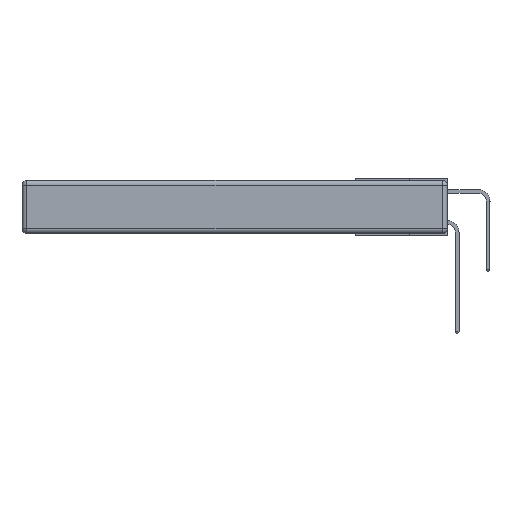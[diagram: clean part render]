
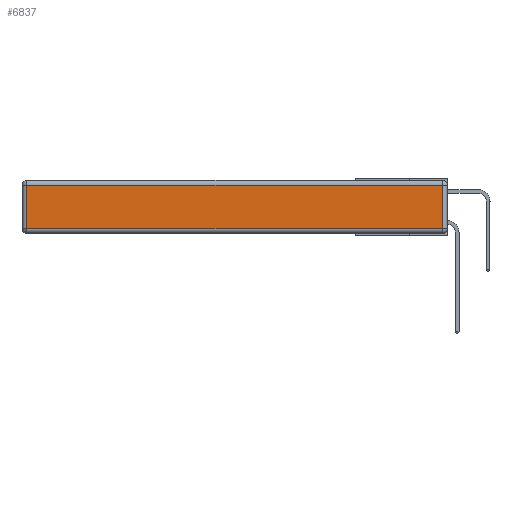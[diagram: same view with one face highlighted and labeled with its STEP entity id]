
A CAD part, left-side view. The second image highlights one B-rep face of the part: STEP entity #6837.
In plain terms, the highlighted planar face has unit normal (-1, 0, 0).
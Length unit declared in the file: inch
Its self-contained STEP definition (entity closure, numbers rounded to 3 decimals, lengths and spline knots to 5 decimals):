
#131 = DIRECTION ( 'NONE',  ( -1., 0., 0. ) ) ;
#322 = CARTESIAN_POINT ( 'NONE',  ( 0., 2.72, -0.313 ) ) ;
#428 = EDGE_CURVE ( 'NONE', #8097, #5544, #2058, .T. ) ;
#1320 = CARTESIAN_POINT ( 'NONE',  ( 0., 0., -0.313 ) ) ;
#1794 = EDGE_LOOP ( 'NONE', ( #11407, #4000, #7836, #10387 ) ) ;
#2058 = LINE ( 'NONE', #12376, #2764 ) ;
#2167 = DIRECTION ( 'NONE',  ( 0., 1., 0. ) ) ;
#2764 = VECTOR ( 'NONE', #7985, 39.37008 ) ;
#3238 = EDGE_CURVE ( 'NONE', #5544, #12934, #9350, .T. ) ;
#3855 = LINE ( 'NONE', #1320, #11025 ) ;
#3871 = DIRECTION ( 'NONE',  ( 0., 0., -1. ) ) ;
#4000 = ORIENTED_EDGE ( 'NONE', *, *, #428, .T. ) ;
#4421 = VECTOR ( 'NONE', #3871, 39.37008 ) ;
#4483 = CARTESIAN_POINT ( 'NONE',  ( 0., 2.72, -0.03 ) ) ;
#4973 = CARTESIAN_POINT ( 'NONE',  ( 0., 0.03, -0.313 ) ) ;
#5544 = VERTEX_POINT ( 'NONE', #6390 ) ;
#5809 = DIRECTION ( 'NONE',  ( 0., -1., 0. ) ) ;
#6390 = CARTESIAN_POINT ( 'NONE',  ( 0., 0.03, -0.03 ) ) ;
#6469 = VERTEX_POINT ( 'NONE', #322 ) ;
#6685 = LINE ( 'NONE', #9620, #4421 ) ;
#6837 = ADVANCED_FACE ( 'NONE', ( #11041 ), #12396, .T. ) ;
#7074 = EDGE_CURVE ( 'NONE', #6469, #8097, #3855, .T. ) ;
#7836 = ORIENTED_EDGE ( 'NONE', *, *, #3238, .T. ) ;
#7985 = DIRECTION ( 'NONE',  ( 0., 0., 1. ) ) ;
#8097 = VERTEX_POINT ( 'NONE', #4973 ) ;
#9207 = DIRECTION ( 'NONE',  ( 0., 0., 1. ) ) ;
#9350 = LINE ( 'NONE', #13210, #11611 ) ;
#9620 = CARTESIAN_POINT ( 'NONE',  ( 0., 2.72, -0.343 ) ) ;
#10205 = CARTESIAN_POINT ( 'NONE',  ( 0., 0., -0.343 ) ) ;
#10387 = ORIENTED_EDGE ( 'NONE', *, *, #14075, .T. ) ;
#11025 = VECTOR ( 'NONE', #5809, 39.37008 ) ;
#11041 = FACE_OUTER_BOUND ( 'NONE', #1794, .T. ) ;
#11407 = ORIENTED_EDGE ( 'NONE', *, *, #7074, .T. ) ;
#11611 = VECTOR ( 'NONE', #2167, 39.37008 ) ;
#12376 = CARTESIAN_POINT ( 'NONE',  ( 0., 0.03, -0.343 ) ) ;
#12396 = PLANE ( 'NONE',  #13392 ) ;
#12934 = VERTEX_POINT ( 'NONE', #4483 ) ;
#13210 = CARTESIAN_POINT ( 'NONE',  ( 0., 2.75, -0.03 ) ) ;
#13392 = AXIS2_PLACEMENT_3D ( 'NONE', #10205, #131, #9207 ) ;
#14075 = EDGE_CURVE ( 'NONE', #12934, #6469, #6685, .T. ) ;
